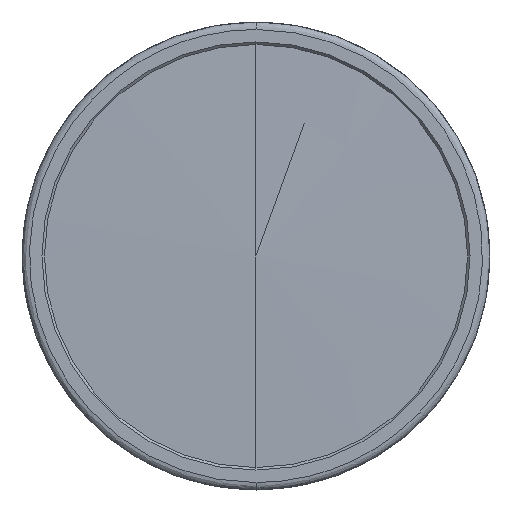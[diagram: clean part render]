
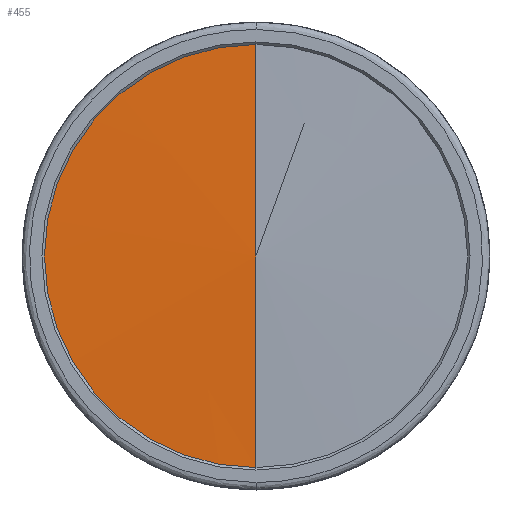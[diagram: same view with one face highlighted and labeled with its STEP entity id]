
A CAD part, left-side view. The second image highlights one B-rep face of the part: STEP entity #455.
In plain terms, the highlighted conical face has half-angle 88.958 degrees and reference radius 179.389 mm.
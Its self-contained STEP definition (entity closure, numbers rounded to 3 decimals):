
#6 = ORIENTED_EDGE ( 'NONE', *, *, #1656, .F. ) ;
#176 = CIRCLE ( 'NONE', #3749, 170. ) ;
#455 = ADVANCED_FACE ( 'NONE', ( #2593 ), #4660, .T. ) ;
#631 = VECTOR ( 'NONE', #3578, 1000. ) ;
#709 = CARTESIAN_POINT ( 'NONE',  ( 3.093, 0., 0. ) ) ;
#883 = EDGE_CURVE ( 'NONE', #3103, #5317, #4090, .T. ) ;
#1313 = CARTESIAN_POINT ( 'NONE',  ( 0., 0., 0. ) ) ;
#1579 = DIRECTION ( 'NONE',  ( 1., 0., 0. ) ) ;
#1656 = EDGE_CURVE ( 'NONE', #3752, #3103, #176, .T. ) ;
#1842 = ORIENTED_EDGE ( 'NONE', *, *, #883, .F. ) ;
#1981 = DIRECTION ( 'NONE',  ( 0., 0., -1. ) ) ;
#2150 = EDGE_CURVE ( 'NONE', #2784, #3752, #5460, .T. ) ;
#2293 = LINE ( 'NONE', #2846, #3430 ) ;
#2311 = CARTESIAN_POINT ( 'NONE',  ( 3.264, 0., -179.39 ) ) ;
#2326 = DIRECTION ( 'NONE',  ( 0., 0., -1. ) ) ;
#2593 = FACE_OUTER_BOUND ( 'NONE', #2819, .T. ) ;
#2784 = VERTEX_POINT ( 'NONE', #1313 ) ;
#2819 = EDGE_LOOP ( 'NONE', ( #3809, #3381, #1842, #6 ) ) ;
#2846 = CARTESIAN_POINT ( 'NONE',  ( 3.264, 0., 179.39 ) ) ;
#3103 = VERTEX_POINT ( 'NONE', #4872 ) ;
#3292 = DIRECTION ( 'NONE',  ( 0.018, 0., 1. ) ) ;
#3314 = DIRECTION ( 'NONE',  ( 0., 0., -1. ) ) ;
#3381 = ORIENTED_EDGE ( 'NONE', *, *, #4658, .T. ) ;
#3430 = VECTOR ( 'NONE', #3292, 1000. ) ;
#3456 = AXIS2_PLACEMENT_3D ( 'NONE', #709, #5118, #3314 ) ;
#3543 = CARTESIAN_POINT ( 'NONE',  ( 3.093, 0., 170. ) ) ;
#3578 = DIRECTION ( 'NONE',  ( 0.018, 0., -1. ) ) ;
#3703 = AXIS2_PLACEMENT_3D ( 'NONE', #4031, #4948, #2326 ) ;
#3717 = CARTESIAN_POINT ( 'NONE',  ( 3.093, 0., 0. ) ) ;
#3749 = AXIS2_PLACEMENT_3D ( 'NONE', #3717, #1579, #1981 ) ;
#3752 = VERTEX_POINT ( 'NONE', #5572 ) ;
#3809 = ORIENTED_EDGE ( 'NONE', *, *, #2150, .F. ) ;
#4031 = CARTESIAN_POINT ( 'NONE',  ( 3.264, 0., 0. ) ) ;
#4090 = CIRCLE ( 'NONE', #3456, 170. ) ;
#4658 = EDGE_CURVE ( 'NONE', #2784, #5317, #2293, .T. ) ;
#4660 = CONICAL_SURFACE ( 'NONE', #3703, 179.39, 1.553 ) ;
#4872 = CARTESIAN_POINT ( 'NONE',  ( 3.093, 170., 0. ) ) ;
#4948 = DIRECTION ( 'NONE',  ( 1., 0., 0. ) ) ;
#5118 = DIRECTION ( 'NONE',  ( 1., 0., 0. ) ) ;
#5317 = VERTEX_POINT ( 'NONE', #3543 ) ;
#5460 = LINE ( 'NONE', #2311, #631 ) ;
#5572 = CARTESIAN_POINT ( 'NONE',  ( 3.093, 0., -170. ) ) ;
